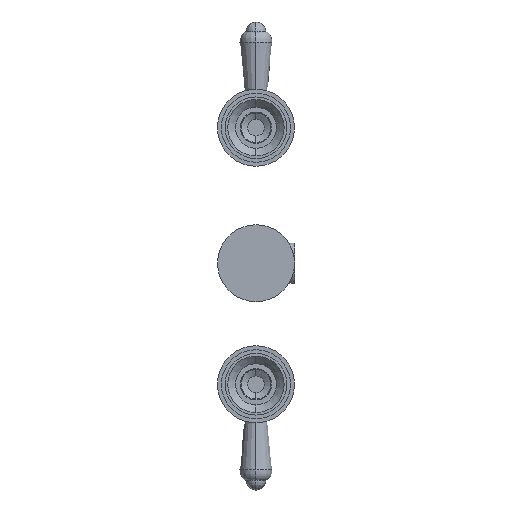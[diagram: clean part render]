
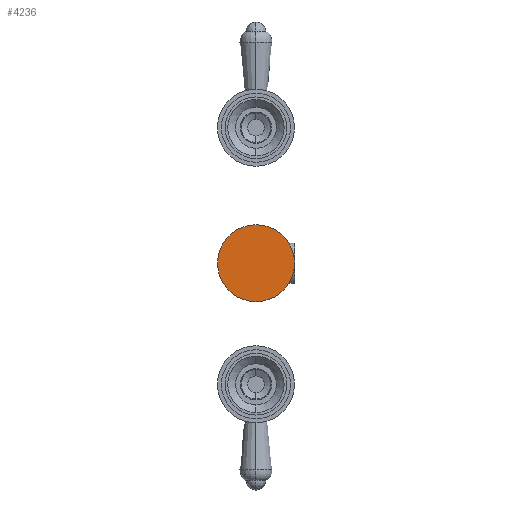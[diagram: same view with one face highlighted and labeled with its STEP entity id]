
A CAD part, front view. The second image highlights one B-rep face of the part: STEP entity #4236.
In plain terms, the highlighted planar face has unit normal (0, -1, 0).
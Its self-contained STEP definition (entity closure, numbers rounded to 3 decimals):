
#898=CARTESIAN_POINT('',(19.115,-23.893,-5.631));
#899=DIRECTION('',(0.,-1.,0.));
#900=DIRECTION('',(0.,0.,-1.));
#901=AXIS2_PLACEMENT_3D('',#898,#899,#900);
#903=CARTESIAN_POINT('',(19.115,-23.893,-5.631));
#904=DIRECTION('',(0.,-1.,0.));
#905=DIRECTION('',(0.,0.,1.));
#906=AXIS2_PLACEMENT_3D('',#903,#904,#905);
#1578=CARTESIAN_POINT('',(19.115,-23.893,
-35.631));
#1580=VERTEX_POINT('',#1578);
#1582=CARTESIAN_POINT('',(19.115,-23.893,24.369));
#1584=VERTEX_POINT('',#1582);
#4226=CARTESIAN_POINT('',(19.115,-23.893,24.369));
#4227=DIRECTION('',(0.,-1.,0.));
#4228=DIRECTION('',(0.,0.,1.));
#4229=AXIS2_PLACEMENT_3D('',#4226,#4227,#4228);
#4230=PLANE('',#4229);
#4231=ORIENTED_EDGE('',*,*,#4216,.F.);
#4233=ORIENTED_EDGE('',*,*,#4232,.F.);
#4234=EDGE_LOOP('',(#4231,#4233));
#4235=FACE_OUTER_BOUND('',#4234,.F.);
#4236=ADVANCED_FACE('',(#4235),#4230,.T.);
#902=CIRCLE('',#901,30.);
#907=CIRCLE('',#906,30.);
#4216=EDGE_CURVE('',#1580,#1584,#902,.T.);
#4232=EDGE_CURVE('',#1584,#1580,#907,.T.);
